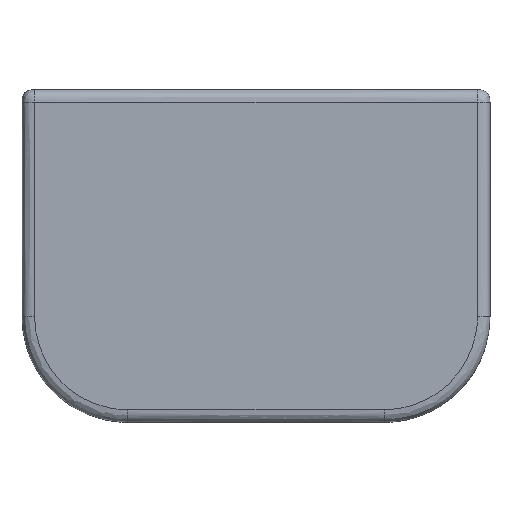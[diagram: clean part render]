
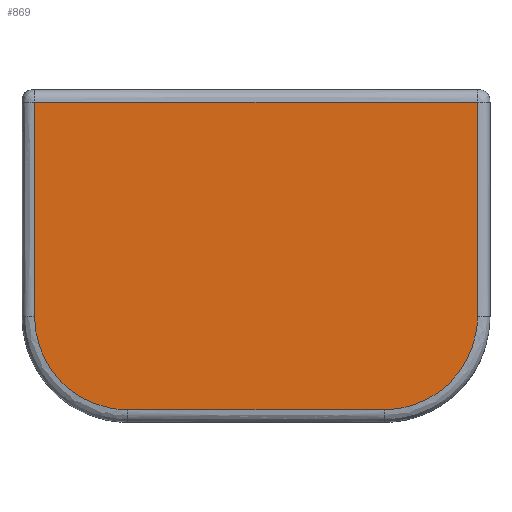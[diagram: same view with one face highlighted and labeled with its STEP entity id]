
A CAD part, top view. The second image highlights one B-rep face of the part: STEP entity #869.
In plain terms, the highlighted planar face has unit normal (0, 0, 1).
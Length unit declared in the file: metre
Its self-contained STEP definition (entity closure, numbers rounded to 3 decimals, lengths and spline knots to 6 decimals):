
#51=B_SPLINE_CURVE_WITH_KNOTS('',3,(#1386,#1387,#1388,#1389),
 .UNSPECIFIED.,.F.,.F.,(4,4),(0.,1.),.UNSPECIFIED.);
#52=B_SPLINE_CURVE_WITH_KNOTS('',3,(#1392,#1393,#1394,#1395),
 .UNSPECIFIED.,.F.,.F.,(4,4),(0.,1.),.UNSPECIFIED.);
#53=B_SPLINE_CURVE_WITH_KNOTS('',3,(#1397,#1398,#1399,#1400),
 .UNSPECIFIED.,.F.,.F.,(4,4),(0.,1.),.UNSPECIFIED.);
#54=B_SPLINE_CURVE_WITH_KNOTS('',3,(#1402,#1403,#1404,#1405,#1406),
 .UNSPECIFIED.,.F.,.F.,(4,1,4),(0.,0.5,1.),.UNSPECIFIED.);
#55=B_SPLINE_CURVE_WITH_KNOTS('',3,(#1408,#1409,#1410,#1411),
 .UNSPECIFIED.,.F.,.F.,(4,4),(0.,1.),.UNSPECIFIED.);
#56=B_SPLINE_CURVE_WITH_KNOTS('',3,(#1413,#1414,#1415,#1416,#1417),
 .UNSPECIFIED.,.F.,.F.,(4,1,4),(0.,0.5,1.),.UNSPECIFIED.);
#246=ORIENTED_EDGE('',*,*,#433,.T.);
#247=ORIENTED_EDGE('',*,*,#434,.T.);
#248=ORIENTED_EDGE('',*,*,#435,.T.);
#249=ORIENTED_EDGE('',*,*,#436,.T.);
#250=ORIENTED_EDGE('',*,*,#437,.T.);
#251=ORIENTED_EDGE('',*,*,#438,.T.);
#433=EDGE_CURVE('',#528,#529,#51,.T.);
#434=EDGE_CURVE('',#529,#530,#52,.T.);
#435=EDGE_CURVE('',#530,#531,#53,.T.);
#436=EDGE_CURVE('',#531,#532,#54,.T.);
#437=EDGE_CURVE('',#532,#533,#55,.T.);
#438=EDGE_CURVE('',#533,#528,#56,.T.);
#528=VERTEX_POINT('',#1390);
#529=VERTEX_POINT('',#1391);
#530=VERTEX_POINT('',#1396);
#531=VERTEX_POINT('',#1401);
#532=VERTEX_POINT('',#1407);
#533=VERTEX_POINT('',#1412);
#741=EDGE_LOOP('',(#246,#247,#248,#249,#250,#251));
#789=FACE_BOUND('',#741,.T.);
#833=PLANE('',#940);
#869=ADVANCED_FACE('',(#789),#833,.T.);
#940=AXIS2_PLACEMENT_3D('',#1385,#1117,#1118);
#1117=DIRECTION('',(0.,0.,1.));
#1118=DIRECTION('',(1.,0.,0.));
#1385=CARTESIAN_POINT('',(0.02445,0.,0.0054));
#1386=CARTESIAN_POINT('',(0.03325,-0.01205,0.0054));
#1387=CARTESIAN_POINT('',(0.03325,-0.009208,0.0054));
#1388=CARTESIAN_POINT('',(0.03325,-0.006367,0.0054));
#1389=CARTESIAN_POINT('',(0.03325,-0.003525,0.0054));
#1390=CARTESIAN_POINT('',(0.03325,-0.01205,0.0054));
#1391=CARTESIAN_POINT('',(0.03325,-0.003525,0.0054));
#1392=CARTESIAN_POINT('',(0.03325,-0.003525,0.0054));
#1393=CARTESIAN_POINT('',(0.027383,-0.003525,0.0054));
#1394=CARTESIAN_POINT('',(0.021517,-0.003525,0.0054));
#1395=CARTESIAN_POINT('',(0.01565,-0.003525,0.0054));
#1396=CARTESIAN_POINT('',(0.01565,-0.003525,0.0054));
#1397=CARTESIAN_POINT('',(0.01565,-0.003525,0.0054));
#1398=CARTESIAN_POINT('',(0.01565,-0.006367,0.0054));
#1399=CARTESIAN_POINT('',(0.01565,-0.009208,0.0054));
#1400=CARTESIAN_POINT('',(0.01565,-0.01205,0.0054));
#1401=CARTESIAN_POINT('',(0.01565,-0.01205,0.0054));
#1402=CARTESIAN_POINT('',(0.01565,-0.01205,0.0054));
#1403=CARTESIAN_POINT('',(0.01565,-0.013017,0.0054));
#1404=CARTESIAN_POINT('',(0.016452,-0.014949,0.0054));
#1405=CARTESIAN_POINT('',(0.018382,-0.01575,0.0054));
#1406=CARTESIAN_POINT('',(0.01935,-0.01575,0.0054));
#1407=CARTESIAN_POINT('',(0.01935,-0.01575,0.0054));
#1408=CARTESIAN_POINT('',(0.01935,-0.01575,0.0054));
#1409=CARTESIAN_POINT('',(0.02275,-0.01575,0.0054));
#1410=CARTESIAN_POINT('',(0.02615,-0.01575,0.0054));
#1411=CARTESIAN_POINT('',(0.02955,-0.01575,0.0054));
#1412=CARTESIAN_POINT('',(0.02955,-0.01575,0.0054));
#1413=CARTESIAN_POINT('',(0.02955,-0.01575,0.0054));
#1414=CARTESIAN_POINT('',(0.030517,-0.01575,0.0054));
#1415=CARTESIAN_POINT('',(0.032449,-0.014948,0.0054));
#1416=CARTESIAN_POINT('',(0.03325,-0.013018,0.0054));
#1417=CARTESIAN_POINT('',(0.03325,-0.01205,0.0054));
